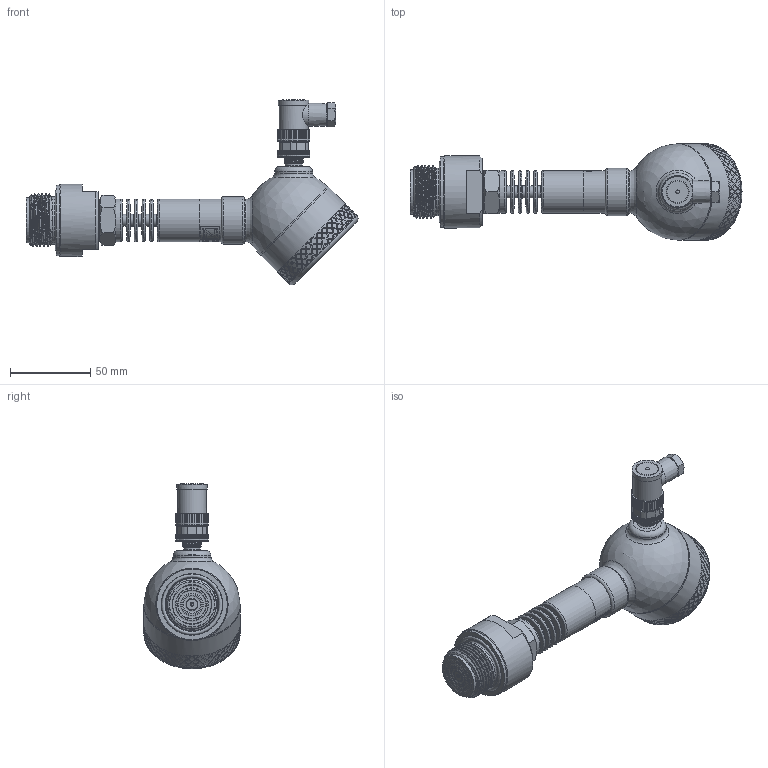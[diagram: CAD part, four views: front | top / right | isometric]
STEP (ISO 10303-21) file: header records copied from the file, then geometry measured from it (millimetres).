
FILE_DESCRIPTION(/* description */ (''),/* implementation_level */ '2;1');
FILE_NAME(/* name */ 'APZ3420mFH_G1DIN-flush_radiator_2.step',/* time_stamp */ '2021-07-07T15:44:37+03:00',/* author */ (''),/* organization */ (''),/* preprocessor_version */ 'ST-DEVELOPER v18.1',/* originating_system */ 'Autodesk Translation Framework v10.9.0.1377',/* authorisation */ '');
FILE_SCHEMA (('AUTOMOTIVE_DESIGN { 1 0 10303 214 3 1 1 }'));
Length unit declared in the file: millimetre
Products named in the file (8): АПЗ420М-полевойкорпус-
заполненный; Заполненный полевой 
корпус v13; Main body; Cover without display; M12x1 adapter; M12x1 female angular v10; G1\4EN radiator; G1DIN diaphragm 28 v7
Assembly tree (7 placements, depth 3):
  АПЗ420М-полевойкорпус-
заполненный
    Заполненный полевой 
корпус v13
      Main body
      Cover without display
      M12x1 adapter
      M12x1 female angular v10
    G1\4EN radiator
    G1DIN diaphragm 28 v7
Bounding box: 207.02 x 60.1 x 115.69 mm (x, y, z)
Volume: 303359.8 mm3; surface area: 57030.9 mm2
Topology: 9 solids, 9 shells, 1709 faces, 4266 edges, 2834 vertices
Faces by surface type: bspline 923, cylinder 513, plane 192, torus 52, cone 27, sphere 2
Full cylindrical faces by diameter (mm): 1 x4, 2 x1, 3.3 x1, 4 x1, 5 x3, 7 x1, 7.5 x5, 8 x1, 9.3 x1, 9.471 x2, 9.5 x2, 10.5 x2, 10.741 x7, 11 x1, 11.035 x4, 11.156 x1, 11.445 x5, 11.884 x6, 12.152 x4, 13 x1, 13.157 x9, 18 x1, 19 x1, 19.7 x1, 21.6 x1, 21.767 x1, 22.4 x1, 23.6 x1, 24.5 x2, 26.5 x3
Entity records: 80943 total; most frequent: CARTESIAN_POINT 47049, ORIENTED_EDGE 8528, EDGE_CURVE 4264, DIRECTION 4039, VERTEX_POINT 2834, B_SPLINE_CURVE_WITH_KNOTS 2663, EDGE_LOOP 1978, FACE_OUTER_BOUND 1709
